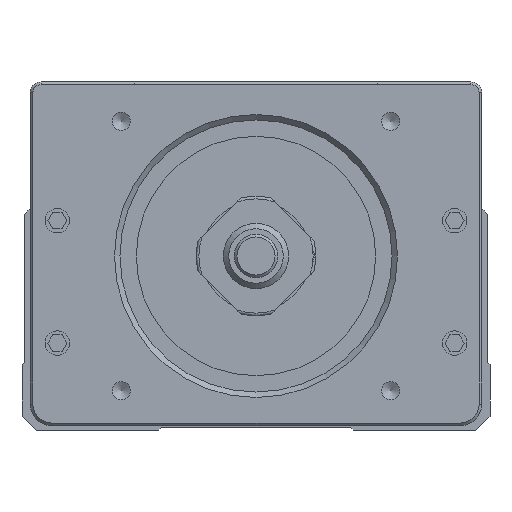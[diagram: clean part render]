
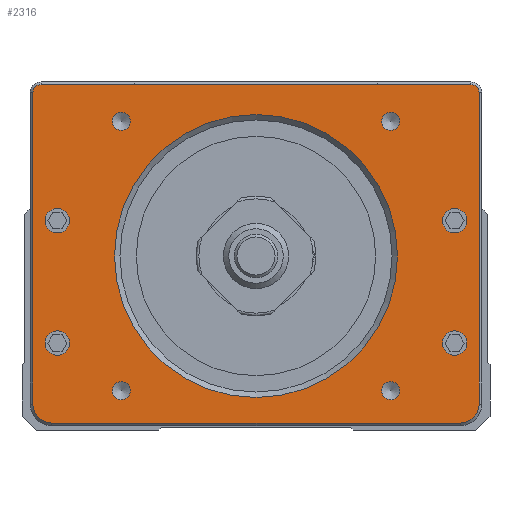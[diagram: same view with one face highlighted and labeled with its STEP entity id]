
A CAD part, front view. The second image highlights one B-rep face of the part: STEP entity #2316.
In plain terms, the highlighted planar face has unit normal (0, -1, 0).
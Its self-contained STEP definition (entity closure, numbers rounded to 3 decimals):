
#889=FACE_BOUND('',#5036,.T.);
#890=FACE_BOUND('',#5037,.T.);
#891=FACE_BOUND('',#5038,.T.);
#892=FACE_BOUND('',#5039,.T.);
#893=FACE_BOUND('',#5040,.T.);
#894=FACE_BOUND('',#5041,.T.);
#895=FACE_BOUND('',#5042,.T.);
#896=FACE_BOUND('',#5043,.T.);
#897=FACE_BOUND('',#5044,.T.);
#898=FACE_BOUND('',#5045,.T.);
#1561=CIRCLE('',#19730,26.);
#1562=CIRCLE('',#19731,1.65);
#1563=CIRCLE('',#19732,1.65);
#1564=CIRCLE('',#19733,1.65);
#1565=CIRCLE('',#19734,1.65);
#1566=CIRCLE('',#19735,1.5);
#1567=CIRCLE('',#19736,1.5);
#1568=CIRCLE('',#19737,3.5);
#1569=CIRCLE('',#19738,3.5);
#1570=CIRCLE('',#19739,2.25);
#1571=CIRCLE('',#19740,2.25);
#1572=CIRCLE('',#19741,2.25);
#1573=CIRCLE('',#19742,2.25);
#2316=ADVANCED_FACE('',(#889,#890,#891,#892,#893,#894,#895,#896,#897,#898),
#3242,.F.);
#3242=PLANE('',#19743);
#5036=EDGE_LOOP('',(#8476));
#5037=EDGE_LOOP('',(#8477));
#5038=EDGE_LOOP('',(#8478));
#5039=EDGE_LOOP('',(#8479));
#5040=EDGE_LOOP('',(#8480));
#5041=EDGE_LOOP('',(#8481,#8482,#8483,#8484,#8485,#8486,#8487,#8488));
#5042=EDGE_LOOP('',(#8489));
#5043=EDGE_LOOP('',(#8490));
#5044=EDGE_LOOP('',(#8491));
#5045=EDGE_LOOP('',(#8492));
#8476=ORIENTED_EDGE('',*,*,#14204,.T.);
#8477=ORIENTED_EDGE('',*,*,#14205,.T.);
#8478=ORIENTED_EDGE('',*,*,#14206,.T.);
#8479=ORIENTED_EDGE('',*,*,#14207,.T.);
#8480=ORIENTED_EDGE('',*,*,#14208,.T.);
#8481=ORIENTED_EDGE('',*,*,#14209,.T.);
#8482=ORIENTED_EDGE('',*,*,#14210,.T.);
#8483=ORIENTED_EDGE('',*,*,#14211,.T.);
#8484=ORIENTED_EDGE('',*,*,#14212,.T.);
#8485=ORIENTED_EDGE('',*,*,#14213,.T.);
#8486=ORIENTED_EDGE('',*,*,#14214,.T.);
#8487=ORIENTED_EDGE('',*,*,#14215,.T.);
#8488=ORIENTED_EDGE('',*,*,#14216,.T.);
#8489=ORIENTED_EDGE('',*,*,#14217,.T.);
#8490=ORIENTED_EDGE('',*,*,#14218,.T.);
#8491=ORIENTED_EDGE('',*,*,#14219,.T.);
#8492=ORIENTED_EDGE('',*,*,#14220,.T.);
#12024=VERTEX_POINT('',#29589);
#12025=VERTEX_POINT('',#29591);
#12026=VERTEX_POINT('',#29593);
#12027=VERTEX_POINT('',#29595);
#12028=VERTEX_POINT('',#29597);
#12029=VERTEX_POINT('',#29599);
#12030=VERTEX_POINT('',#29600);
#12031=VERTEX_POINT('',#29602);
#12032=VERTEX_POINT('',#29604);
#12033=VERTEX_POINT('',#29606);
#12034=VERTEX_POINT('',#29608);
#12035=VERTEX_POINT('',#29610);
#12036=VERTEX_POINT('',#29612);
#12037=VERTEX_POINT('',#29615);
#12038=VERTEX_POINT('',#29617);
#12039=VERTEX_POINT('',#29619);
#12040=VERTEX_POINT('',#29621);
#14204=EDGE_CURVE('',#12024,#12024,#1561,.T.);
#14205=EDGE_CURVE('',#12025,#12025,#1562,.T.);
#14206=EDGE_CURVE('',#12026,#12026,#1563,.T.);
#14207=EDGE_CURVE('',#12027,#12027,#1564,.T.);
#14208=EDGE_CURVE('',#12028,#12028,#1565,.T.);
#14209=EDGE_CURVE('',#12029,#12030,#16370,.T.);
#14210=EDGE_CURVE('',#12030,#12031,#1566,.T.);
#14211=EDGE_CURVE('',#12031,#12032,#16371,.T.);
#14212=EDGE_CURVE('',#12032,#12033,#1567,.T.);
#14213=EDGE_CURVE('',#12033,#12034,#16372,.T.);
#14214=EDGE_CURVE('',#12034,#12035,#1568,.T.);
#14215=EDGE_CURVE('',#12035,#12036,#16373,.T.);
#14216=EDGE_CURVE('',#12036,#12029,#1569,.T.);
#14217=EDGE_CURVE('',#12037,#12037,#1570,.T.);
#14218=EDGE_CURVE('',#12038,#12038,#1571,.T.);
#14219=EDGE_CURVE('',#12039,#12039,#1572,.T.);
#14220=EDGE_CURVE('',#12040,#12040,#1573,.T.);
#16370=LINE('',#29598,#18193);
#16371=LINE('',#29603,#18194);
#16372=LINE('',#29607,#18195);
#16373=LINE('',#29611,#18196);
#18193=VECTOR('',#23236,1.);
#18194=VECTOR('',#23239,1.);
#18195=VECTOR('',#23242,1.);
#18196=VECTOR('',#23245,1.);
#19730=AXIS2_PLACEMENT_3D('',#29588,#23226,#23227);
#19731=AXIS2_PLACEMENT_3D('',#29590,#23228,#23229);
#19732=AXIS2_PLACEMENT_3D('',#29592,#23230,#23231);
#19733=AXIS2_PLACEMENT_3D('',#29594,#23232,#23233);
#19734=AXIS2_PLACEMENT_3D('',#29596,#23234,#23235);
#19735=AXIS2_PLACEMENT_3D('',#29601,#23237,#23238);
#19736=AXIS2_PLACEMENT_3D('',#29605,#23240,#23241);
#19737=AXIS2_PLACEMENT_3D('',#29609,#23243,#23244);
#19738=AXIS2_PLACEMENT_3D('',#29613,#23246,#23247);
#19739=AXIS2_PLACEMENT_3D('',#29614,#23248,#23249);
#19740=AXIS2_PLACEMENT_3D('',#29616,#23250,#23251);
#19741=AXIS2_PLACEMENT_3D('',#29618,#23252,#23253);
#19742=AXIS2_PLACEMENT_3D('',#29620,#23254,#23255);
#19743=AXIS2_PLACEMENT_3D('',#29622,#23256,#23257);
#23226=DIRECTION('',(0.,1.,0.));
#23227=DIRECTION('',(0.,0.,1.));
#23228=DIRECTION('',(0.,1.,0.));
#23229=DIRECTION('',(0.,0.,1.));
#23230=DIRECTION('',(0.,1.,0.));
#23231=DIRECTION('',(0.,0.,1.));
#23232=DIRECTION('',(0.,1.,0.));
#23233=DIRECTION('',(0.,0.,1.));
#23234=DIRECTION('',(0.,1.,0.));
#23235=DIRECTION('',(0.,0.,1.));
#23236=DIRECTION('',(0.,0.,1.));
#23237=DIRECTION('',(0.,-1.,0.));
#23238=DIRECTION('',(0.,0.,1.));
#23239=DIRECTION('',(-1.,0.,0.));
#23240=DIRECTION('',(0.,-1.,0.));
#23241=DIRECTION('',(0.,0.,1.));
#23242=DIRECTION('',(0.,0.,-1.));
#23243=DIRECTION('',(0.,-1.,0.));
#23244=DIRECTION('',(0.,0.,1.));
#23245=DIRECTION('',(1.,0.,0.));
#23246=DIRECTION('',(0.,-1.,0.));
#23247=DIRECTION('',(0.,0.,1.));
#23248=DIRECTION('',(0.,1.,0.));
#23249=DIRECTION('',(0.,0.,1.));
#23250=DIRECTION('',(0.,1.,0.));
#23251=DIRECTION('',(0.,0.,1.));
#23252=DIRECTION('',(0.,1.,0.));
#23253=DIRECTION('',(0.,0.,1.));
#23254=DIRECTION('',(0.,1.,0.));
#23255=DIRECTION('',(0.,0.,1.));
#23256=DIRECTION('',(0.,1.,0.));
#23257=DIRECTION('',(0.,0.,-1.));
#29588=CARTESIAN_POINT('',(0.,-236.633,32.));
#29589=CARTESIAN_POINT('',(0.,-236.633,58.));
#29590=CARTESIAN_POINT('',(-24.749,-236.633,56.749));
#29591=CARTESIAN_POINT('',(-24.749,-236.633,58.399));
#29592=CARTESIAN_POINT('',(-24.749,-236.633,7.251));
#29593=CARTESIAN_POINT('',(-24.749,-236.633,8.901));
#29594=CARTESIAN_POINT('',(24.749,-236.633,7.251));
#29595=CARTESIAN_POINT('',(24.749,-236.633,8.901));
#29596=CARTESIAN_POINT('',(24.749,-236.633,56.749));
#29597=CARTESIAN_POINT('',(24.749,-236.633,58.399));
#29598=CARTESIAN_POINT('',(41.,-236.633,60.));
#29599=CARTESIAN_POINT('',(41.,-236.633,4.8));
#29600=CARTESIAN_POINT('',(41.,-236.633,62.));
#29601=CARTESIAN_POINT('',(39.5,-236.633,62.));
#29602=CARTESIAN_POINT('',(39.5,-236.633,63.5));
#29603=CARTESIAN_POINT('',(39.,-236.633,63.5));
#29604=CARTESIAN_POINT('',(-39.5,-236.633,63.5));
#29605=CARTESIAN_POINT('',(-39.5,-236.633,62.));
#29606=CARTESIAN_POINT('',(-41.,-236.633,62.));
#29607=CARTESIAN_POINT('',(-41.,-236.633,60.));
#29608=CARTESIAN_POINT('',(-41.,-236.633,4.8));
#29609=CARTESIAN_POINT('',(-37.5,-236.633,4.8));
#29610=CARTESIAN_POINT('',(-37.5,-236.633,1.3));
#29611=CARTESIAN_POINT('',(39.,-236.633,1.3));
#29612=CARTESIAN_POINT('',(37.5,-236.633,1.3));
#29613=CARTESIAN_POINT('',(37.5,-236.633,4.8));
#29614=CARTESIAN_POINT('',(-36.5,-236.633,38.5));
#29615=CARTESIAN_POINT('',(-36.5,-236.633,40.75));
#29616=CARTESIAN_POINT('',(-36.5,-236.633,16.));
#29617=CARTESIAN_POINT('',(-36.5,-236.633,18.25));
#29618=CARTESIAN_POINT('',(36.5,-236.633,38.5));
#29619=CARTESIAN_POINT('',(36.5,-236.633,40.75));
#29620=CARTESIAN_POINT('',(36.5,-236.633,16.));
#29621=CARTESIAN_POINT('',(36.5,-236.633,18.25));
#29622=CARTESIAN_POINT('',(39.,-236.633,60.));
